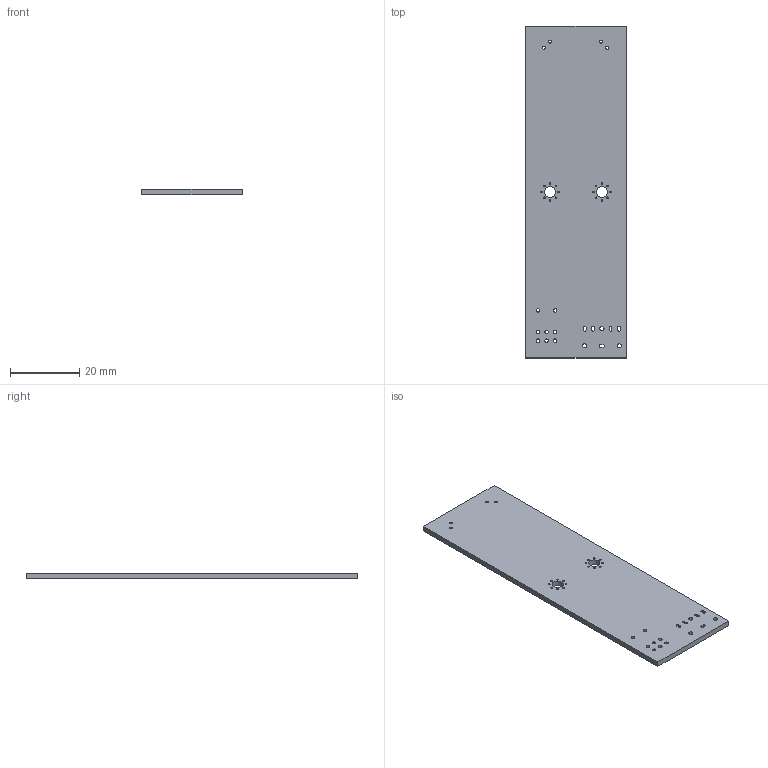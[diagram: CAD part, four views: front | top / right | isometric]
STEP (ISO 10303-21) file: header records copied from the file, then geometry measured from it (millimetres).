
FILE_DESCRIPTION(('KiCad electronic assembly'),'2;1');
FILE_NAME('LightListener.step','2024-03-21T17:48:43',('Pcbnew'),('Kicad' ),'Open CASCADE STEP processor 7.7','KiCad to STEP converter', 'Unknown');
FILE_SCHEMA(('AUTOMOTIVE_DESIGN { 1 0 10303 214 1 1 1 1 }'));
Length unit declared in the file: millimetre
Products named in the file (2): LightListener 1; _autosave-LightListener PCB
Assembly tree (1 placements, depth 2):
  LightListener 1
    _autosave-LightListener PCB
Bounding box: 29 x 96 x 1.6 mm (x, y, z)
Volume: 4395.6 mm3; surface area: 6074.6 mm2
Topology: 1 solids, 1 shells, 149 faces, 441 edges, 294 vertices
Faces by surface type: plane 116, cylinder 33
Full cylindrical faces by diameter (mm): 0.5 x16, 0.9 x4, 1 x8, 1.2 x3, 3.2 x2
Entity records: 10853 total; most frequent: CARTESIAN_POINT 2384, DIRECTION 1405, LINE 971, VECTOR 971, ORIENTED_EDGE 882, PCURVE 882, DEFINITIONAL_REPRESENTATION 882, EDGE_CURVE 441
